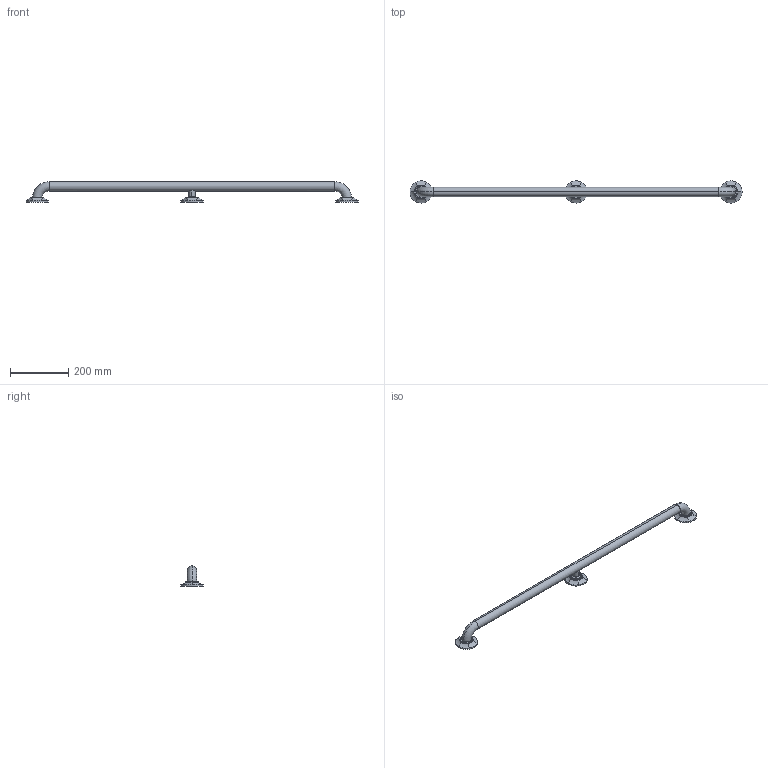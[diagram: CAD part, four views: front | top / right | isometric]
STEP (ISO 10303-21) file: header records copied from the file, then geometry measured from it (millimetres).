
FILE_DESCRIPTION((''),'2;1');
FILE_NAME('1200-3942_SW0001','2021-07-09T15:29:27',('jinson.thomas'),(''),'CREO PARAMETRIC BY PTC INC, 2018400','CREO PARAMETRIC BY PTC INC, 2018400','');
FILE_SCHEMA(('CONFIG_CONTROL_DESIGN'));
Length unit declared in the file: inch
Products named in the file (1): 1200-3942_SW0001
Bounding box: 1143 x 76.2 x 69.86 mm (x, y, z)
Volume: 1032193.7 mm3; surface area: 142550.2 mm2
Topology: 1 solids, 1 shells, 60 faces, 139 edges, 88 vertices
Faces by surface type: cylinder 35, plane 10, torus 10, bspline 3, cone 2
Entity records: 2677 total; most frequent: CARTESIAN_POINT 1342, ORIENTED_EDGE 278, DIRECTION 247, EDGE_CURVE 139, AXIS2_PLACEMENT_3D 105, VERTEX_POINT 88, EDGE_LOOP 67, FACE_OUTER_BOUND 60
